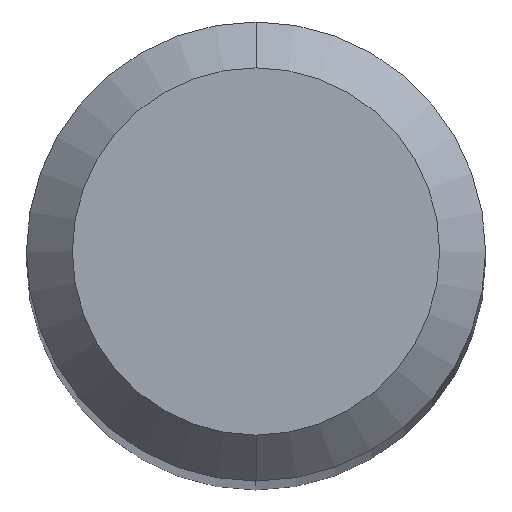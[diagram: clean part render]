
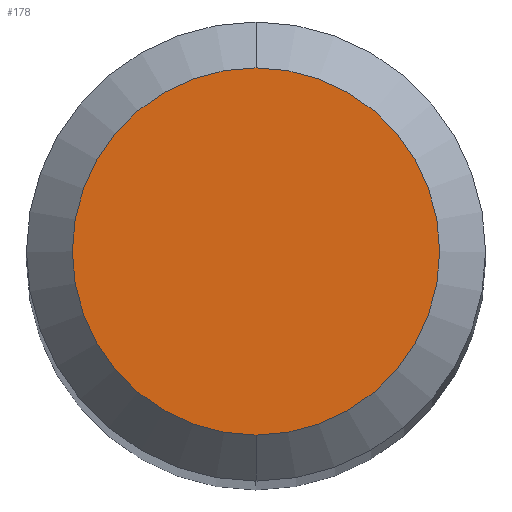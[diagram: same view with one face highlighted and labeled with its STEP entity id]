
A CAD part, top view. The second image highlights one B-rep face of the part: STEP entity #178.
In plain terms, the highlighted planar face has unit normal (0, 0, 1).
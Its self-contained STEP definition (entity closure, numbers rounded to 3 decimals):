
#23 = DIRECTION ( 'NONE',  ( 0., 0., -1. ) ) ;
#26 = AXIS2_PLACEMENT_3D ( 'NONE', #57, #433, #122 ) ;
#57 = CARTESIAN_POINT ( 'NONE',  ( 0., 0., 38. ) ) ;
#58 = ORIENTED_EDGE ( 'NONE', *, *, #208, .F. ) ;
#86 = DIRECTION ( 'NONE',  ( 0., 0., -1. ) ) ;
#122 = DIRECTION ( 'NONE',  ( 0., 1., 0. ) ) ;
#147 = EDGE_CURVE ( 'NONE', #424, #201, #235, .T. ) ;
#151 = DIRECTION ( 'NONE',  ( 0., 1., 0. ) ) ;
#178 = ADVANCED_FACE ( 'NONE', ( #229 ), #354, .F. ) ;
#186 = AXIS2_PLACEMENT_3D ( 'NONE', #218, #23, #151 ) ;
#201 = VERTEX_POINT ( 'NONE', #382 ) ;
#208 = EDGE_CURVE ( 'NONE', #201, #424, #286, .T. ) ;
#218 = CARTESIAN_POINT ( 'NONE',  ( 0., 0., 38. ) ) ;
#229 = FACE_OUTER_BOUND ( 'NONE', #411, .T. ) ;
#231 = ORIENTED_EDGE ( 'NONE', *, *, #147, .F. ) ;
#235 = CIRCLE ( 'NONE', #323, 1.2 ) ;
#286 = CIRCLE ( 'NONE', #186, 1.2 ) ;
#292 = CARTESIAN_POINT ( 'NONE',  ( 0., 1.2, 38. ) ) ;
#323 = AXIS2_PLACEMENT_3D ( 'NONE', #350, #86, #391 ) ;
#350 = CARTESIAN_POINT ( 'NONE',  ( 0., 0., 38. ) ) ;
#354 = PLANE ( 'NONE',  #26 ) ;
#382 = CARTESIAN_POINT ( 'NONE',  ( 0., -1.2, 38. ) ) ;
#391 = DIRECTION ( 'NONE',  ( 0., 1., 0. ) ) ;
#411 = EDGE_LOOP ( 'NONE', ( #231, #58 ) ) ;
#424 = VERTEX_POINT ( 'NONE', #292 ) ;
#433 = DIRECTION ( 'NONE',  ( 0., 0., -1. ) ) ;
